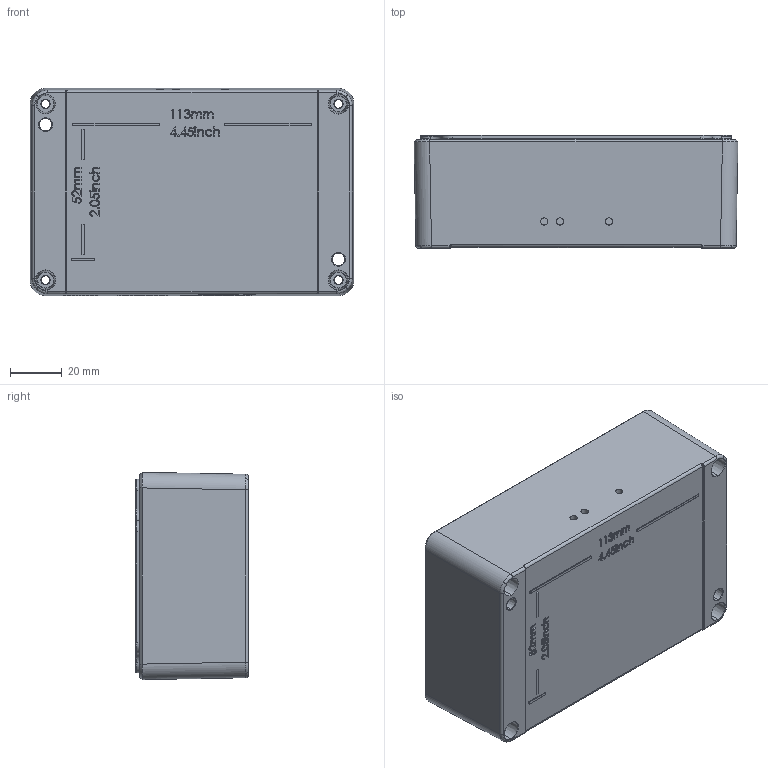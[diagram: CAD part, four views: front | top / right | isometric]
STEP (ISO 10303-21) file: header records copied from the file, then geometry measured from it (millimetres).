
FILE_DESCRIPTION (( 'STEP AP214' ), '1' );
FILE_NAME ('ASM2785_0A_00.STEP', '2023-03-01T09:46:54', ( '' ), ( '' ), 'SwSTEP 2.0', 'SolidWorks 2022', '' );
FILE_SCHEMA (( 'AUTOMOTIVE_DESIGN' ));
Length unit declared in the file: millimetre
Products named in the file (1): ASM2785_0A_00
Bounding box: 124.96 x 43.5 x 79.96 mm (x, y, z)
Volume: 97215.2 mm3; surface area: 54895 mm2
Topology: 1 solids, 1 shells, 834 faces, 2076 edges, 1289 vertices
Faces by surface type: bspline 299, plane 266, cylinder 108, cone 82, torus 79
Entity records: 47814 total; most frequent: CARTESIAN_POINT 20906, ORIENTED_EDGE 4132, DIRECTION 2914, EDGE_CURVE 2066, VERTEX_POINT 1289, AXIS2_PLACEMENT_3D 1018, EDGE_LOOP 917, LINE 878
